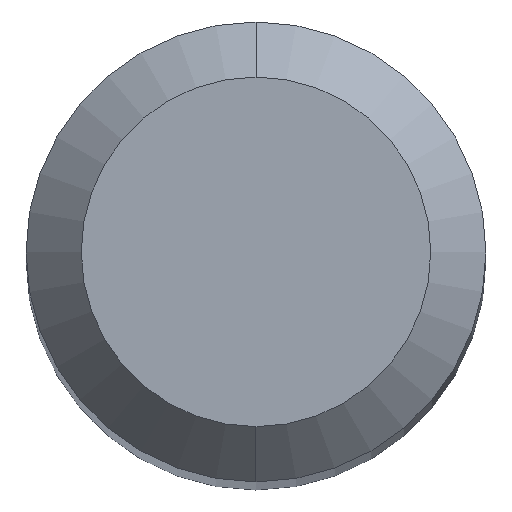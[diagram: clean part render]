
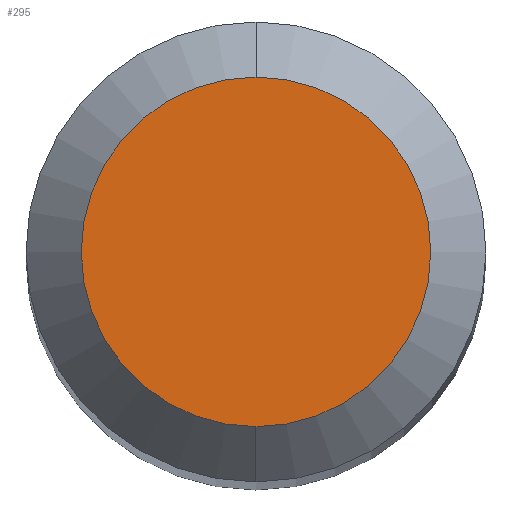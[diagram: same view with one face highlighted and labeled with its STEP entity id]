
A CAD part, top view. The second image highlights one B-rep face of the part: STEP entity #295.
In plain terms, the highlighted planar face has unit normal (0, 0, 1).
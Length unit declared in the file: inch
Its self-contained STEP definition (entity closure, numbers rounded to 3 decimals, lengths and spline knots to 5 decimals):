
#2 = FACE_OUTER_BOUND ( 'NONE', #406, .T. ) ;
#37 = DIRECTION ( 'NONE',  ( 0., -1., 0. ) ) ;
#43 = CARTESIAN_POINT ( 'NONE',  ( 0., 0., 0. ) ) ;
#84 = CARTESIAN_POINT ( 'NONE',  ( 0., 0.0475, 0. ) ) ;
#150 = AXIS2_PLACEMENT_3D ( 'NONE', #396, #511, #355 ) ;
#200 = CIRCLE ( 'NONE', #150, 0.0475 ) ;
#219 = ORIENTED_EDGE ( 'NONE', *, *, #302, .T. ) ;
#239 = DIRECTION ( 'NONE',  ( 0., 0., 1. ) ) ;
#246 = AXIS2_PLACEMENT_3D ( 'NONE', #84, #363, #285 ) ;
#276 = PLANE ( 'NONE',  #246 ) ;
#285 = DIRECTION ( 'NONE',  ( 0., 1., 0. ) ) ;
#295 = ADVANCED_FACE ( 'NONE', ( #2 ), #276, .F. ) ;
#300 = ORIENTED_EDGE ( 'NONE', *, *, #325, .T. ) ;
#302 = EDGE_CURVE ( 'NONE', #402, #354, #441, .T. ) ;
#325 = EDGE_CURVE ( 'NONE', #354, #402, #200, .T. ) ;
#338 = AXIS2_PLACEMENT_3D ( 'NONE', #43, #239, #37 ) ;
#354 = VERTEX_POINT ( 'NONE', #359 ) ;
#355 = DIRECTION ( 'NONE',  ( 0., -1., 0. ) ) ;
#359 = CARTESIAN_POINT ( 'NONE',  ( 0., 0.0475, 0. ) ) ;
#363 = DIRECTION ( 'NONE',  ( 0., 0., -1. ) ) ;
#366 = CARTESIAN_POINT ( 'NONE',  ( 0., -0.0475, 0. ) ) ;
#396 = CARTESIAN_POINT ( 'NONE',  ( 0., 0., 0. ) ) ;
#402 = VERTEX_POINT ( 'NONE', #366 ) ;
#406 = EDGE_LOOP ( 'NONE', ( #300, #219 ) ) ;
#441 = CIRCLE ( 'NONE', #338, 0.0475 ) ;
#511 = DIRECTION ( 'NONE',  ( 0., 0., 1. ) ) ;
